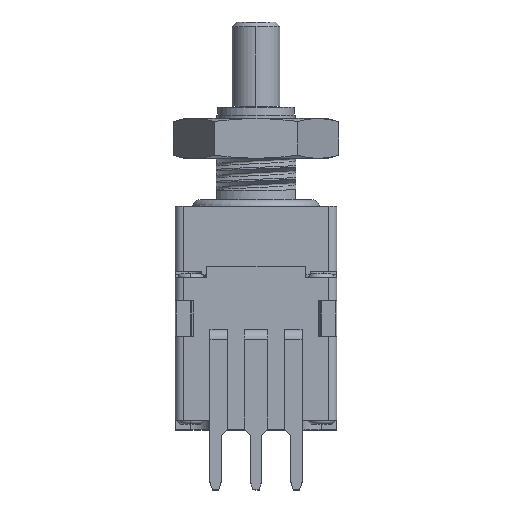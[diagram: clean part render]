
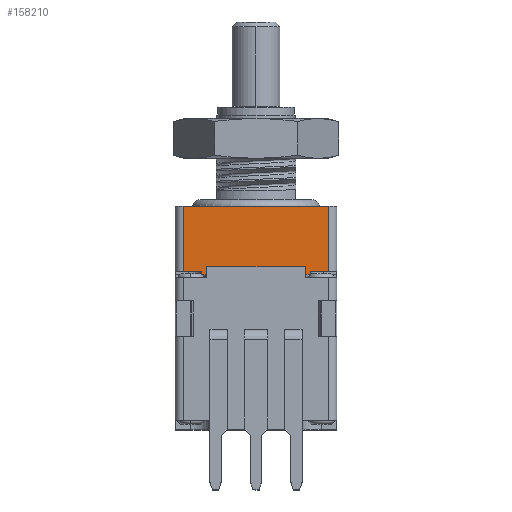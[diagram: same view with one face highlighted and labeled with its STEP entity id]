
A CAD part, top view. The second image highlights one B-rep face of the part: STEP entity #158210.
In plain terms, the highlighted face is planar.
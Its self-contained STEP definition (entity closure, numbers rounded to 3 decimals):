
#5620=CARTESIAN_POINT('',(8.205,10.16,-3.8));
#5630=VERTEX_POINT('',#5620);
#5660=CARTESIAN_POINT('',(0.,10.16,-3.8));
#5670=DIRECTION('',(1.,0.,0.));
#5680=VECTOR('',#5670,1.);
#5690=LINE('',#5660,#5680);
#5700=CARTESIAN_POINT('',(8.18,10.16,-3.8));
#5710=VERTEX_POINT('',#5700);
#5720=EDGE_CURVE('',#5710,#5630,#5690,.T.);
#146010=CARTESIAN_POINT('',(0.5,10.16,0.));
#146020=VERTEX_POINT('',#146010);
#146050=CARTESIAN_POINT('',(0.,10.16,0.));
#146060=DIRECTION('',(1.,0.,0.));
#146070=VECTOR('',#146060,1.);
#146080=LINE('',#146050,#146070);
#146090=CARTESIAN_POINT('',(9.66,10.16,0.));
#146100=VERTEX_POINT('',#146090);
#146110=EDGE_CURVE('',#146020,#146100,#146080,.T.);
#149580=CARTESIAN_POINT('',(0.5,10.16,-3.8));
#149590=DIRECTION('',(0.,0.,-1.));
#149600=VECTOR('',#149590,1.);
#149610=LINE('',#149580,#149600);
#149620=CARTESIAN_POINT('',(0.5,10.16,-4.1));
#149630=VERTEX_POINT('',#149620);
#149640=EDGE_CURVE('',#146020,#149630,#149610,.T.);
#151280=CARTESIAN_POINT('',(0.,10.16,-4.3));
#151290=DIRECTION('',(-1.,0.,0.));
#151300=VECTOR('',#151290,1.);
#151310=LINE('',#151280,#151300);
#151320=CARTESIAN_POINT('',(1.955,10.16,-4.3));
#151330=VERTEX_POINT('',#151320);
#151340=CARTESIAN_POINT('',(1.655,10.16,-4.3));
#151350=VERTEX_POINT('',#151340);
#151360=EDGE_CURVE('',#151330,#151350,#151310,.T.);
#152360=CARTESIAN_POINT('',(1.98,10.16,-3.8));
#152370=VERTEX_POINT('',#152360);
#152400=CARTESIAN_POINT('',(1.955,10.16,-3.8));
#152410=VERTEX_POINT('',#152400);
#152420=EDGE_CURVE('',#152410,#152370,#5690,.T.);
#157450=CARTESIAN_POINT('',(10.16,10.16,0.));
#157460=DIRECTION('',(0.,1.,0.));
#157470=DIRECTION('',(1.,0.,0.));
#157480=AXIS2_PLACEMENT_3D('',#157450,#157460,#157470);
#157490=PLANE('',#157480);
#157500=CARTESIAN_POINT('',(9.66,10.16,0.));
#157510=DIRECTION('',(0.,0.,-1.));
#157520=VECTOR('',#157510,1.);
#157530=LINE('',#157500,#157520);
#157540=CARTESIAN_POINT('',(9.66,10.16,-4.1));
#157550=VERTEX_POINT('',#157540);
#157560=EDGE_CURVE('',#146100,#157550,#157530,.T.);
#157570=ORIENTED_EDGE('',*,*,#157560,.T.);
#157580=ORIENTED_EDGE('',*,*,#146110,.T.);
#157590=ORIENTED_EDGE('',*,*,#149640,.F.);
#157600=CARTESIAN_POINT('',(0.,10.16,-4.1));
#157610=DIRECTION('',(-1.,0.,0.));
#157620=VECTOR('',#157610,1.);
#157630=LINE('',#157600,#157620);
#157640=CARTESIAN_POINT('',(1.655,10.16,-4.1));
#157650=VERTEX_POINT('',#157640);
#157660=EDGE_CURVE('',#157650,#149630,#157630,.T.);
#157670=ORIENTED_EDGE('',*,*,#157660,.T.);
#157680=CARTESIAN_POINT('',(1.655,10.16,0.));
#157690=DIRECTION('',(0.,0.,1.));
#157700=VECTOR('',#157690,1.);
#157710=LINE('',#157680,#157700);
#157720=EDGE_CURVE('',#151350,#157650,#157710,.T.);
#157730=ORIENTED_EDGE('',*,*,#157720,.T.);
#157740=ORIENTED_EDGE('',*,*,#151360,.T.);
#157750=CARTESIAN_POINT('',(1.955,10.16,0.));
#157760=DIRECTION('',(0.,0.,-1.));
#157770=VECTOR('',#157760,1.);
#157780=LINE('',#157750,#157770);
#157790=EDGE_CURVE('',#152410,#151330,#157780,.T.);
#157800=ORIENTED_EDGE('',*,*,#157790,.T.);
#157810=ORIENTED_EDGE('',*,*,#152420,.F.);
#157820=CARTESIAN_POINT('',(0.,10.16,-3.8));
#157830=DIRECTION('',(1.,0.,0.));
#157840=VECTOR('',#157830,1.);
#157850=LINE('',#157820,#157840);
#157860=EDGE_CURVE('',#152370,#5710,#157850,.T.);
#157870=ORIENTED_EDGE('',*,*,#157860,.F.);
#157880=ORIENTED_EDGE('',*,*,#5720,.F.);
#157890=CARTESIAN_POINT('',(8.205,10.16,0.));
#157900=DIRECTION('',(0.,0.,-1.));
#157910=VECTOR('',#157900,1.);
#157920=LINE('',#157890,#157910);
#157930=CARTESIAN_POINT('',(8.205,10.16,-4.3));
#157940=VERTEX_POINT('',#157930);
#157950=EDGE_CURVE('',#5630,#157940,#157920,.T.);
#157960=ORIENTED_EDGE('',*,*,#157950,.F.);
#157970=CARTESIAN_POINT('',(0.,10.16,-4.3));
#157980=DIRECTION('',(1.,0.,0.));
#157990=VECTOR('',#157980,1.);
#158000=LINE('',#157970,#157990);
#158010=CARTESIAN_POINT('',(8.505,10.16,-4.3));
#158020=VERTEX_POINT('',#158010);
#158030=EDGE_CURVE('',#157940,#158020,#158000,.T.);
#158040=ORIENTED_EDGE('',*,*,#158030,.F.);
#158050=CARTESIAN_POINT('',(8.505,10.16,0.));
#158060=DIRECTION('',(0.,0.,1.));
#158070=VECTOR('',#158060,1.);
#158080=LINE('',#158050,#158070);
#158090=CARTESIAN_POINT('',(8.505,10.16,-4.1));
#158100=VERTEX_POINT('',#158090);
#158110=EDGE_CURVE('',#158020,#158100,#158080,.T.);
#158120=ORIENTED_EDGE('',*,*,#158110,.F.);
#158130=CARTESIAN_POINT('',(0.,10.16,-4.1));
#158140=DIRECTION('',(1.,0.,0.));
#158150=VECTOR('',#158140,1.);
#158160=LINE('',#158130,#158150);
#158170=EDGE_CURVE('',#158100,#157550,#158160,.T.);
#158180=ORIENTED_EDGE('',*,*,#158170,.F.);
#158190=EDGE_LOOP('',(#158180,#158120,#158040,#157960,#157880,#157870,
#157810,#157800,#157740,#157730,#157670,#157590,#157580,#157570));
#158200=FACE_OUTER_BOUND('',#158190,.T.);
#158210=ADVANCED_FACE('',(#158200),#157490,.T.);
